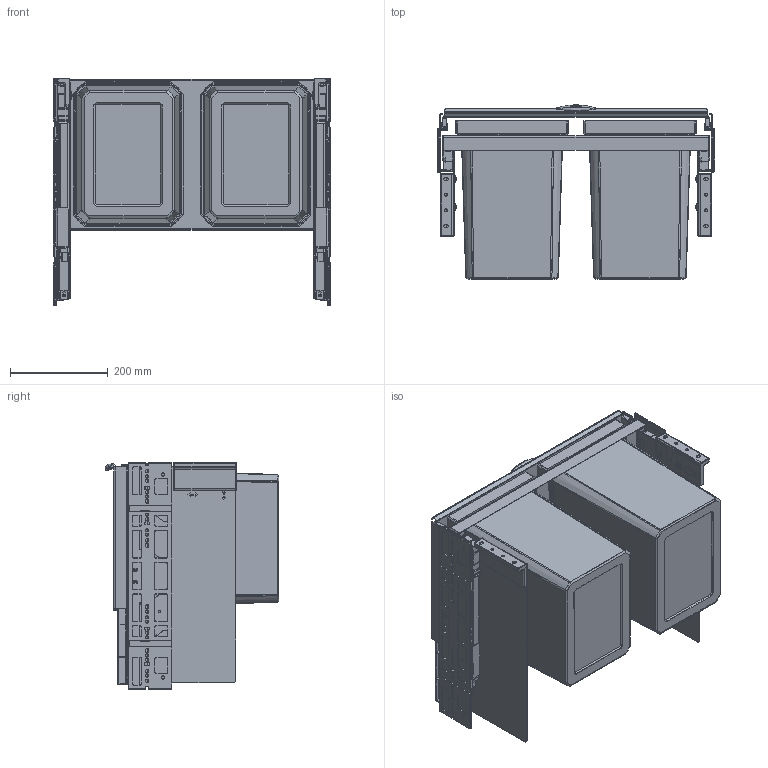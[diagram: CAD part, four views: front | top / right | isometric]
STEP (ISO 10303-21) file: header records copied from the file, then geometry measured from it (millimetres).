
FILE_DESCRIPTION(('STEP AP214'),'1');
FILE_NAME('8013403_V Cox Base 360 K_600-2 Bio.STP','2024-08-19T08:11:58',(' '),(' '),'Spatial InterOp 3D',' ',' ');
FILE_SCHEMA(('AUTOMOTIVE_DESIGN { 1 0 10303 214 1 1 1 1 }'));
Length unit declared in the file: millimetre
Products named in the file (1): 3D-Objekt
Bounding box: 568 x 355.76 x 464 mm (x, y, z)
Volume: 4019459.5 mm3; surface area: 3301198.1 mm2
Topology: 32 solids, 34 shells, 4846 faces, 12425 edges, 7722 vertices
Faces by surface type: plane 1820, cylinder 1792, torus 867, bspline 151, cone 118, sphere 98
Entity records: 215189 total; most frequent: CARTESIAN_POINT 34436, DIRECTION 26575, ORIENTED_EDGE 24802, EDGE_CURVE 12401, STYLED_ITEM 11486, PRESENTATION_STYLE_ASSIGNMENT 11486, COLOUR_RGB 11486, CURVE_STYLE 10746
